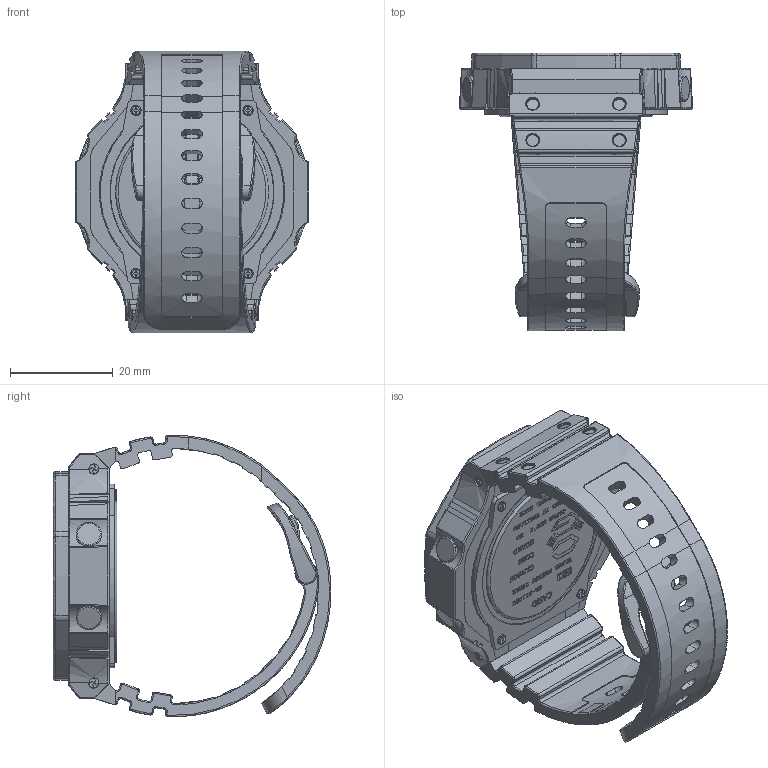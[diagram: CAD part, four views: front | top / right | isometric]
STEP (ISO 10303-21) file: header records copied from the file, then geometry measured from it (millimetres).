
FILE_DESCRIPTION(('FreeCAD Model'),'2;1');
FILE_NAME('Open CASCADE Shape Model','2025-05-04T09:13:51',('FreeCAD'),( 'FreeCAD'),'Open CASCADE STEP processor 7.6','FreeCAD','Unknown');
FILE_SCHEMA(('AUTOMOTIVE_DESIGN { 1 0 10303 214 1 1 1 1 }'));
Products named in the file (1): Open CASCADE STEP translator 7.6 1
Bounding box: 45.41 x 54.07 x 54.8 mm (x, y, z)
Volume: 24593 mm3; surface area: 22464.3 mm2
Topology: 128 solids, 128 shells, 6304 faces, 16980 edges, 11224 vertices
Faces by surface type: bspline 6304
Entity records: 264955 total; most frequent: CARTESIAN_POINT 161869, ORIENTED_EDGE 33928, EDGE_CURVE 16964, B_SPLINE_CURVE_WITH_KNOTS 15484, VERTEX_POINT 11224, FACE_BOUND 6726, EDGE_LOOP 6726, ADVANCED_FACE 6304
